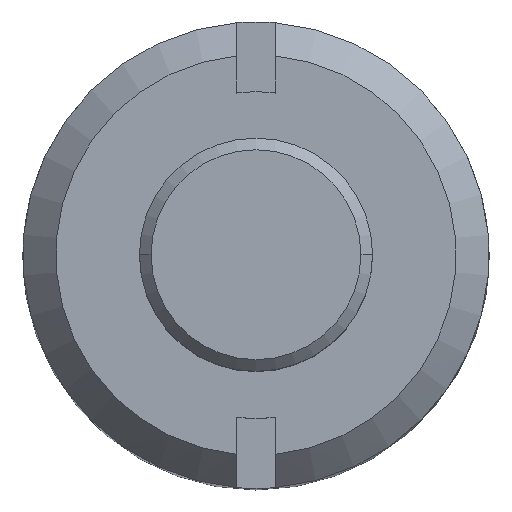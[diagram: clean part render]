
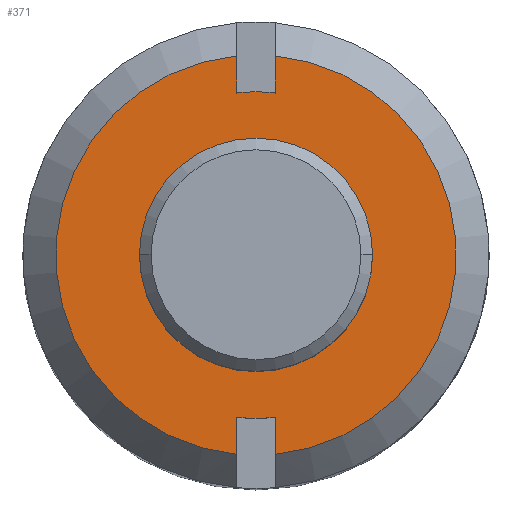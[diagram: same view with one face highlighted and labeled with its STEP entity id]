
A CAD part, top view. The second image highlights one B-rep face of the part: STEP entity #371.
In plain terms, the highlighted planar face has unit normal (0, 0, 1).
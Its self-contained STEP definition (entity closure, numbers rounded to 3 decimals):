
#217=EDGE_CURVE('',#319,#359,#570,.T.);
#219=VERTEX_POINT('',#572);
#229=EDGE_CURVE('',#419,#219,#584,.T.);
#243=EDGE_CURVE('',#341,#321,#601,.T.);
#251=EDGE_CURVE('',#375,#461,#610,.T.);
#299=VERTEX_POINT('',#660);
#305=EDGE_CURVE('',#321,#319,#666,.T.);
#311=EDGE_CURVE('',#359,#299,#672,.T.);
#319=VERTEX_POINT('',#681);
#321=VERTEX_POINT('',#683);
#325=EDGE_CURVE('',#219,#341,#687,.T.);
#341=VERTEX_POINT('',#706);
#359=VERTEX_POINT('',#726);
#363=EDGE_CURVE('',#299,#375,#730,.T.);
#371=ADVANCED_FACE('',(#738),#739,.T.);
#375=VERTEX_POINT('',#744);
#419=VERTEX_POINT('',#793);
#453=EDGE_CURVE('',#461,#521,#828,.T.);
#461=VERTEX_POINT('',#836);
#501=EDGE_CURVE('',#521,#419,#883,.T.);
#521=VERTEX_POINT('',#905);
#570=CIRCLE('',#951,4.2);
#572=CARTESIAN_POINT('',(-0.5,4.17,0.));
#584=CIRCLE('',#966,4.2);
#601=CIRCLE('',#988,5.15);
#610=CIRCLE('',#1000,5.15);
#660=CARTESIAN_POINT('',(0.5,-4.17,0.));
#666=LINE('',#1089,#1090);
#672=CIRCLE('',#1098,4.2);
#681=CARTESIAN_POINT('',(-0.5,-4.17,0.));
#683=CARTESIAN_POINT('',(-0.5,-5.126,0.));
#687=LINE('',#1115,#1116);
#706=CARTESIAN_POINT('',(-0.5,5.126,0.));
#726=CARTESIAN_POINT('',(0.,-4.2,0.));
#730=LINE('',#1178,#1179);
#738=FACE_OUTER_BOUND('',#1200,.T.);
#739=PLANE('',#1201);
#744=CARTESIAN_POINT('',(0.5,-5.126,0.));
#793=CARTESIAN_POINT('',(0.,4.2,0.));
#828=LINE('',#1332,#1333);
#836=CARTESIAN_POINT('',(0.5,5.126,0.));
#883=CIRCLE('',#1397,4.2);
#905=CARTESIAN_POINT('',(0.5,4.17,0.));
#951=AXIS2_PLACEMENT_3D('',#1480,#1481,#1482);
#966=AXIS2_PLACEMENT_3D('',#1505,#1506,#1507);
#988=AXIS2_PLACEMENT_3D('',#1539,#1540,#1541);
#1000=AXIS2_PLACEMENT_3D('',#1557,#1558,#1559);
#1089=CARTESIAN_POINT('',(-0.5,5.937,0.));
#1090=VECTOR('',#1606,1.0);
#1098=AXIS2_PLACEMENT_3D('',#1610,#1611,#1612);
#1115=CARTESIAN_POINT('',(-0.5,5.937,0.));
#1116=VECTOR('',#1623,1.0);
#1178=CARTESIAN_POINT('',(0.5,-1.263,0.));
#1179=VECTOR('',#1684,1.0);
#1200=EDGE_LOOP('',(#1690,#1691,#1692,#1693,#1694,#1695,#1696,#1697,#1698,#1699));
#1201=AXIS2_PLACEMENT_3D('',#1700,#1701,#1702);
#1332=CARTESIAN_POINT('',(0.5,-1.263,0.));
#1333=VECTOR('',#1784,1.0);
#1397=AXIS2_PLACEMENT_3D('',#1856,#1857,#1858);
#1480=CARTESIAN_POINT('',(0.0,0.,0.));
#1481=DIRECTION('',(0.,0.0,1.0));
#1482=DIRECTION('',(0.0,-1.0,0.0));
#1505=CARTESIAN_POINT('',(0.0,0.,0.));
#1506=DIRECTION('',(0.,0.0,1.0));
#1507=DIRECTION('',(0.0,-1.0,0.0));
#1539=CARTESIAN_POINT('',(0.,0.,0.));
#1540=DIRECTION('',(0.0,-0.0,1.0));
#1541=DIRECTION('',(0.,1.0,0.0));
#1557=CARTESIAN_POINT('',(0.,0.,0.));
#1558=DIRECTION('',(0.0,-0.0,1.0));
#1559=DIRECTION('',(0.,1.0,0.0));
#1606=DIRECTION('',(0.,1.0,0.0));
#1610=CARTESIAN_POINT('',(0.0,0.,0.));
#1611=DIRECTION('',(0.,0.0,1.0));
#1612=DIRECTION('',(0.0,-1.0,0.0));
#1623=DIRECTION('',(0.,1.0,0.0));
#1684=DIRECTION('',(0.,-1.0,0.0));
#1690=ORIENTED_EDGE('',*,*,#363,.T.);
#1691=ORIENTED_EDGE('',*,*,#251,.T.);
#1692=ORIENTED_EDGE('',*,*,#453,.T.);
#1693=ORIENTED_EDGE('',*,*,#501,.T.);
#1694=ORIENTED_EDGE('',*,*,#229,.T.);
#1695=ORIENTED_EDGE('',*,*,#325,.T.);
#1696=ORIENTED_EDGE('',*,*,#243,.T.);
#1697=ORIENTED_EDGE('',*,*,#305,.T.);
#1698=ORIENTED_EDGE('',*,*,#217,.T.);
#1699=ORIENTED_EDGE('',*,*,#311,.T.);
#1700=CARTESIAN_POINT('',(0.,4.675,0.));
#1701=DIRECTION('',(0.0,-0.0,1.0));
#1702=DIRECTION('',(0.,1.0,0.0));
#1784=DIRECTION('',(0.,-1.0,0.0));
#1856=CARTESIAN_POINT('',(0.0,0.,0.));
#1857=DIRECTION('',(0.,0.0,1.0));
#1858=DIRECTION('',(0.0,-1.0,0.0));
